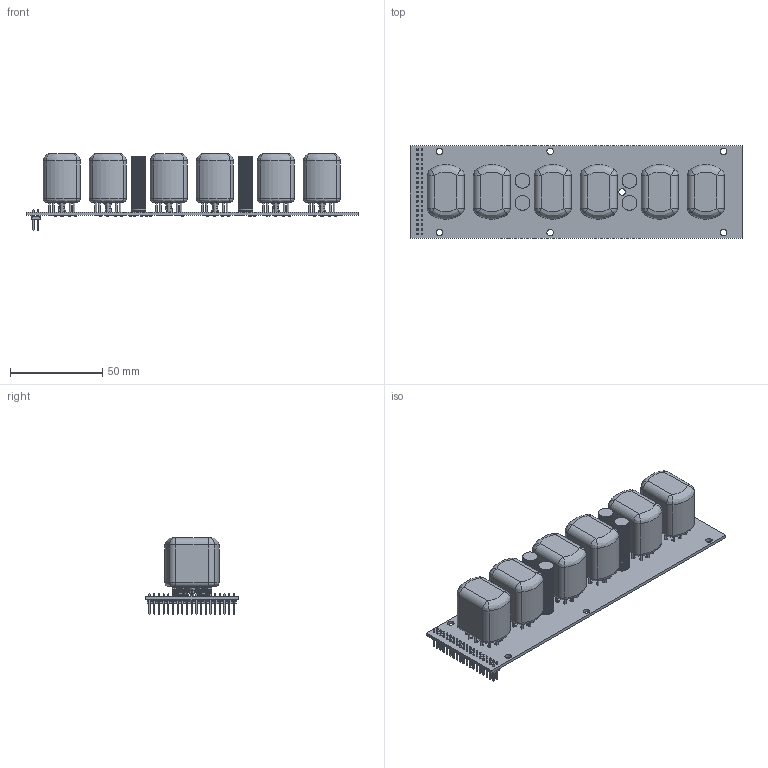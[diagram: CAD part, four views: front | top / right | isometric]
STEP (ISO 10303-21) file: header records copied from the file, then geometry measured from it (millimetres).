
FILE_DESCRIPTION(('Open CASCADE Model'),'2;1');
FILE_NAME('Open CASCADE Shape Model','2018-01-29T17:10:51',('Author'),( 'Open CASCADE'),'Open CASCADE STEP processor 6.8','Open CASCADE 6.8' ,'Unknown');
FILE_SCHEMA(('AUTOMOTIVE_DESIGN { 1 0 10303 214 1 1 1 1 }'));
Products named in the file (1): PCB
Bounding box: 180 x 50 x 41.7 mm (x, y, z)
Volume: 105903.4 mm3; surface area: 52818.2 mm2
Topology: 29 solids, 1585 shells, 3567 faces, 12055 edges, 9812 vertices
Faces by surface type: plane 2004, cylinder 1063, sphere 224, cone 192, bspline 66, revolution 18
Full cylindrical faces by diameter (mm): 0.9 x46, 1.6 x72, 3.5 x7, 4 x6
Entity records: 141996 total; most frequent: CARTESIAN_POINT 26747, DIRECTION 21507, ORIENTED_EDGE 16066, EDGE_CURVE 11831, VERTEX_POINT 9812, LINE 9057, VECTOR 9057, AXIS2_PLACEMENT_3D 6216
